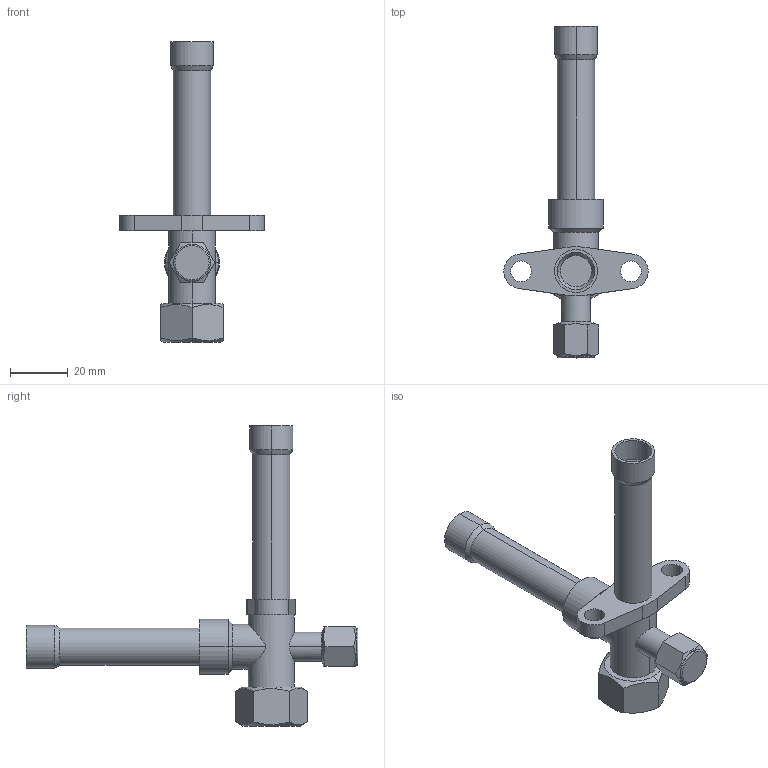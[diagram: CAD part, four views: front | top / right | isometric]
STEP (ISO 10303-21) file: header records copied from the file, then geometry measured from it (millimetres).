
FILE_DESCRIPTION((''),'2;1');
FILE_NAME('VASE-W001-00_ASM','2020-01-02T',('U333183'),('DANFOSS COMMERCIAL COMPRESSOR'),'CREO PARAMETRIC BY PTC INC, 2015480','CREO PARAMETRIC BY PTC INC, 2015480','');
FILE_SCHEMA(('CONFIG_CONTROL_DESIGN'));
Length unit declared in the file: millimetre
Products named in the file (3): VASE-W001-00; VASE-W008-00; VASE-W001-00_ASM
Assembly tree (2 placements, depth 2):
  VASE-W001-00_ASM
    VASE-W001-00
    VASE-W008-00
Bounding box: 49.96 x 115 x 104 mm (x, y, z)
Volume: 25475.9 mm3; surface area: 16112.4 mm2
Topology: 1 solids, 1 shells, 81 faces, 190 edges, 118 vertices
Faces by surface type: cylinder 34, plane 27, cone 18, torus 2
Entity records: 2652 total; most frequent: CARTESIAN_POINT 708, DIRECTION 402, ORIENTED_EDGE 380, EDGE_CURVE 190, AXIS2_PLACEMENT_3D 162, VERTEX_POINT 118, EDGE_LOOP 92, FACE_OUTER_BOUND 81
